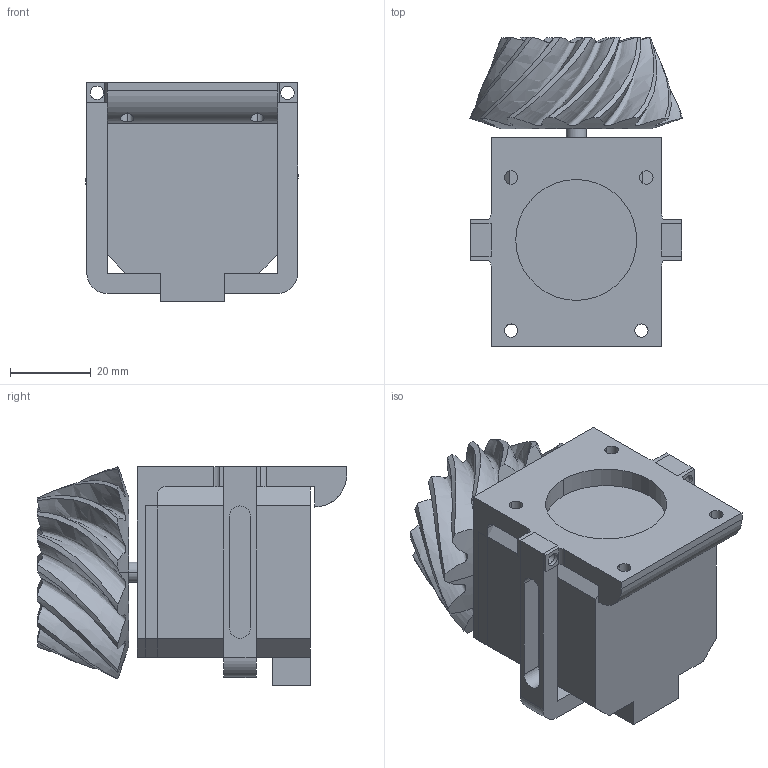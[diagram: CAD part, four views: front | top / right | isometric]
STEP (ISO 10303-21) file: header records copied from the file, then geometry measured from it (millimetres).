
FILE_DESCRIPTION((''),'2;1');
FILE_NAME('MOTOR_PIVOT_ATTACH_BEVEL_ASM','2020-12-29T16:54:40',('TINH LE'),(''),'CREO PARAMETRIC BY PTC INC, 2020154','CREO PARAMETRIC BY PTC INC, 2020154','');
FILE_SCHEMA(('CONFIG_CONTROL_DESIGN'));
Length unit declared in the file: millimetre
Products named in the file (5): PIVOT_MOTOR_ATTACH; NEMA_17_STEPPER_MOTOR_; SMALL_BEVEL_GEAR; PIVOT_MOTOR_HOOK; MOTOR_PIVOT_ATTACH_BEVEL_ASM
Assembly tree (4 placements, depth 2):
  MOTOR_PIVOT_ATTACH_BEVEL_ASM
    PIVOT_MOTOR_ATTACH
    NEMA_17_STEPPER_MOTOR_
    SMALL_BEVEL_GEAR
    PIVOT_MOTOR_HOOK
Bounding box: 52.81 x 76.8 x 54.37 mm (x, y, z)
Volume: 120148.8 mm3; surface area: 32275.5 mm2
Topology: 4 solids, 4 shells, 160 faces, 473 edges, 328 vertices
Faces by surface type: plane 69, cylinder 57, cone 19, bspline 15
Entity records: 16311 total; most frequent: CARTESIAN_POINT 11910, ORIENTED_EDGE 946, DIRECTION 821, EDGE_CURVE 473, VERTEX_POINT 328, AXIS2_PLACEMENT_3D 300, VECTOR 221, LINE 221
